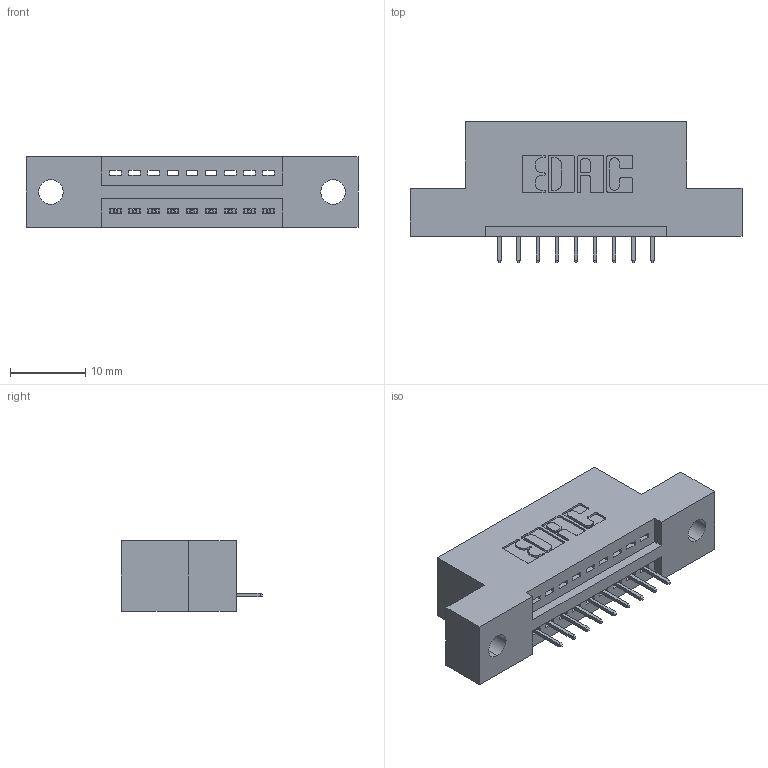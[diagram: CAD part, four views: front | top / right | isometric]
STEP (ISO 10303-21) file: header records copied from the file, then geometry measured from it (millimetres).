
FILE_DESCRIPTION (( 'STEP AP203' ), '1' );
FILE_NAME ('845-009-525-102.STEP', '2020-09-22T15:07:50', ( '' ), ( '' ), 'SwSTEP 2.0', 'SolidWorks 2020', '' );
FILE_SCHEMA (( 'CONFIG_CONTROL_DESIGN' ));
Length unit declared in the file: inch
Products named in the file (3): 345-292-001_345-293-125; 845 Part_Flush Mounting Lugs - 0.128 Dia; 845-009-525-102
Assembly tree (10 placements, depth 2):
  845-009-525-102
    845 Part_Flush Mounting Lugs - 0.128 Dia
    345-292-001_345-293-125  x9
Bounding box: 44.07 x 18.72 x 9.4 mm (x, y, z)
Volume: 3842 mm3; surface area: 4263.1 mm2
Topology: 10 solids, 10 shells, 684 faces, 1961 edges, 1270 vertices
Faces by surface type: plane 494, cylinder 190
Entity records: 11293 total; most frequent: CARTESIAN_POINT 1963, ORIENTED_EDGE 1906, DIRECTION 1763, EDGE_CURVE 953, VECTOR 789, LINE 789, VERTEX_POINT 630, AXIS2_PLACEMENT_3D 487
